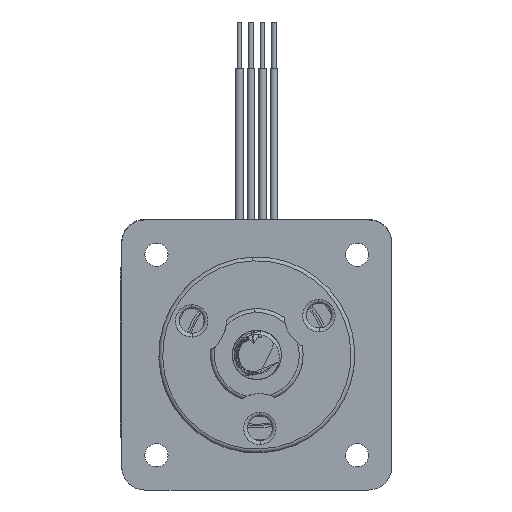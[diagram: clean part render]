
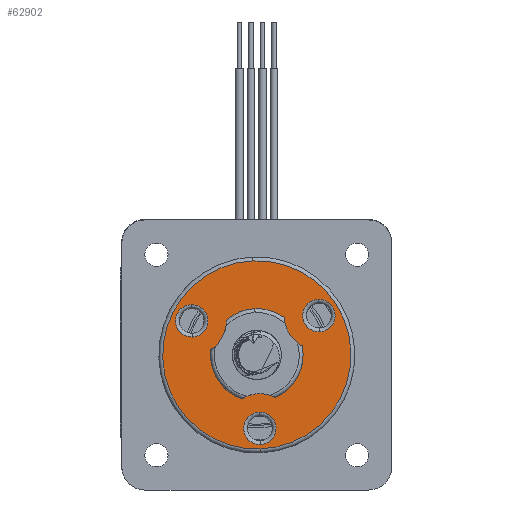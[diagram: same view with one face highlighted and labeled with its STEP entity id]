
A CAD part, front view. The second image highlights one B-rep face of the part: STEP entity #62902.
In plain terms, the highlighted face is planar.
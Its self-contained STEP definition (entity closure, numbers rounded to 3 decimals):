
#474 = EDGE_LOOP ( 'NONE', ( #67698, #50450, #43254, #62409, #3662, #24916, #2980 ) ) ;
#1074 = AXIS2_PLACEMENT_3D ( 'NONE', #42250, #26691, #62320 ) ;
#1338 = EDGE_LOOP ( 'NONE', ( #43620, #11577 ) ) ;
#1781 = VERTEX_POINT ( 'NONE', #39122 ) ;
#1859 = DIRECTION ( 'NONE',  ( 0., 0., 1. ) ) ;
#2098 = DIRECTION ( 'NONE',  ( 0., -1., 0. ) ) ;
#2413 = AXIS2_PLACEMENT_3D ( 'NONE', #54860, #55868, #2950 ) ;
#2950 = DIRECTION ( 'NONE',  ( 0., 0., 1. ) ) ;
#2980 = ORIENTED_EDGE ( 'NONE', *, *, #19770, .T. ) ;
#3662 = ORIENTED_EDGE ( 'NONE', *, *, #28877, .T. ) ;
#3724 = AXIS2_PLACEMENT_3D ( 'NONE', #19609, #68044, #14763 ) ;
#4591 = CARTESIAN_POINT ( 'NONE',  ( 0., 3.8, 0. ) ) ;
#4658 = DIRECTION ( 'NONE',  ( 0., 1., 0. ) ) ;
#4825 = CARTESIAN_POINT ( 'NONE',  ( 0., 3.8, -12.2 ) ) ;
#5698 = EDGE_CURVE ( 'NONE', #52243, #64469, #67977, .T. ) ;
#6201 = CIRCLE ( 'NONE', #19560, 2.1 ) ;
#6377 = CARTESIAN_POINT ( 'NONE',  ( 0., 3.8, -9.525 ) ) ;
#7299 = EDGE_LOOP ( 'NONE', ( #49004, #30951 ) ) ;
#7657 = DIRECTION ( 'NONE',  ( 0., 1., 0. ) ) ;
#8383 = CIRCLE ( 'NONE', #44809, 2.1 ) ;
#8702 = DIRECTION ( 'NONE',  ( 0., 1., 0. ) ) ;
#9046 = FACE_BOUND ( 'NONE', #34366, .T. ) ;
#10166 = CIRCLE ( 'NONE', #2413, 6. ) ;
#10332 = CARTESIAN_POINT ( 'NONE',  ( -5.931, 3.8, 0.905 ) ) ;
#11456 = DIRECTION ( 'NONE',  ( 0., 0., 1. ) ) ;
#11577 = ORIENTED_EDGE ( 'NONE', *, *, #18847, .T. ) ;
#12091 = CIRCLE ( 'NONE', #19824, 2.1 ) ;
#12270 = AXIS2_PLACEMENT_3D ( 'NONE', #18005, #66052, #49813 ) ;
#12875 = CARTESIAN_POINT ( 'NONE',  ( -8.249, 3.8, 4.763 ) ) ;
#13048 = AXIS2_PLACEMENT_3D ( 'NONE', #28066, #7657, #28743 ) ;
#13433 = ORIENTED_EDGE ( 'NONE', *, *, #50952, .T. ) ;
#13484 = CARTESIAN_POINT ( 'NONE',  ( 0., 3.8, 0. ) ) ;
#13939 = DIRECTION ( 'NONE',  ( 0., 0., 1. ) ) ;
#14228 = DIRECTION ( 'NONE',  ( 1., 0., 0. ) ) ;
#14479 = DIRECTION ( 'NONE',  ( 0., 1., 0. ) ) ;
#14763 = DIRECTION ( 'NONE',  ( 0., 0., 1. ) ) ;
#15388 = VERTEX_POINT ( 'NONE', #10332 ) ;
#15754 = VERTEX_POINT ( 'NONE', #18245 ) ;
#15979 = DIRECTION ( 'NONE',  ( 0., -1., 0. ) ) ;
#16096 = EDGE_LOOP ( 'NONE', ( #43367, #13433 ) ) ;
#18005 = CARTESIAN_POINT ( 'NONE',  ( 0., 3.8, -9.525 ) ) ;
#18245 = CARTESIAN_POINT ( 'NONE',  ( 2.182, 3.8, -5.589 ) ) ;
#18254 = AXIS2_PLACEMENT_3D ( 'NONE', #37419, #15979, #26362 ) ;
#18337 = AXIS2_PLACEMENT_3D ( 'NONE', #12875, #33640, #23596 ) ;
#18847 = EDGE_CURVE ( 'NONE', #64469, #52243, #12091, .T. ) ;
#19035 = VERTEX_POINT ( 'NONE', #59363 ) ;
#19093 = CARTESIAN_POINT ( 'NONE',  ( 0., 3.8, 0. ) ) ;
#19560 = AXIS2_PLACEMENT_3D ( 'NONE', #45609, #40754, #24856 ) ;
#19609 = CARTESIAN_POINT ( 'NONE',  ( 0., 3.8, -9.525 ) ) ;
#19770 = EDGE_CURVE ( 'NONE', #62509, #57831, #36425, .T. ) ;
#19824 = AXIS2_PLACEMENT_3D ( 'NONE', #32889, #2098, #11456 ) ;
#20331 = AXIS2_PLACEMENT_3D ( 'NONE', #30938, #4658, #25053 ) ;
#20769 = CIRCLE ( 'NONE', #34013, 12.2 ) ;
#22447 = EDGE_CURVE ( 'NONE', #53105, #39732, #20769, .T. ) ;
#22473 = CARTESIAN_POINT ( 'NONE',  ( 0., 3.8, -5.025 ) ) ;
#23596 = DIRECTION ( 'NONE',  ( 0., 0., 1. ) ) ;
#23861 = CARTESIAN_POINT ( 'NONE',  ( -2.182, 3.8, -5.589 ) ) ;
#24279 = FACE_BOUND ( 'NONE', #1338, .T. ) ;
#24548 = CARTESIAN_POINT ( 'NONE',  ( 8.249, 3.8, 2.662 ) ) ;
#24615 = DIRECTION ( 'NONE',  ( 0., 1., 0. ) ) ;
#24856 = DIRECTION ( 'NONE',  ( 0., 0., 1. ) ) ;
#24916 = ORIENTED_EDGE ( 'NONE', *, *, #37424, .F. ) ;
#25053 = DIRECTION ( 'NONE',  ( 0., 0., 1. ) ) ;
#25634 = DIRECTION ( 'NONE',  ( 0., 0., 1. ) ) ;
#25888 = ORIENTED_EDGE ( 'NONE', *, *, #61555, .T. ) ;
#26362 = DIRECTION ( 'NONE',  ( 0., 0., 1. ) ) ;
#26691 = DIRECTION ( 'NONE',  ( 0., 1., 0. ) ) ;
#27019 = VERTEX_POINT ( 'NONE', #56151 ) ;
#28066 = CARTESIAN_POINT ( 'NONE',  ( -8.249, 3.8, 4.763 ) ) ;
#28743 = DIRECTION ( 'NONE',  ( 0., 0., 1. ) ) ;
#28877 = EDGE_CURVE ( 'NONE', #57308, #15754, #61116, .T. ) ;
#29148 = VERTEX_POINT ( 'NONE', #29715 ) ;
#29715 = CARTESIAN_POINT ( 'NONE',  ( -3.75, 3.8, 4.684 ) ) ;
#30285 = VERTEX_POINT ( 'NONE', #23861 ) ;
#30758 = CIRCLE ( 'NONE', #56195, 6. ) ;
#30938 = CARTESIAN_POINT ( 'NONE',  ( 0., 3.8, 0. ) ) ;
#30951 = ORIENTED_EDGE ( 'NONE', *, *, #42498, .T. ) ;
#31408 = CIRCLE ( 'NONE', #47933, 6. ) ;
#32543 = ORIENTED_EDGE ( 'NONE', *, *, #46310, .T. ) ;
#32828 = EDGE_CURVE ( 'NONE', #30285, #57308, #40161, .T. ) ;
#32889 = CARTESIAN_POINT ( 'NONE',  ( 8.249, 3.8, 4.762 ) ) ;
#33640 = DIRECTION ( 'NONE',  ( 0., -1., 0. ) ) ;
#34013 = AXIS2_PLACEMENT_3D ( 'NONE', #13484, #14479, #56682 ) ;
#34366 = EDGE_LOOP ( 'NONE', ( #25888, #32543 ) ) ;
#34982 = CARTESIAN_POINT ( 'NONE',  ( 0., 3.8, -11.625 ) ) ;
#36425 = CIRCLE ( 'NONE', #1074, 4.5 ) ;
#37419 = CARTESIAN_POINT ( 'NONE',  ( 8.249, 3.8, 4.762 ) ) ;
#37424 = EDGE_CURVE ( 'NONE', #62509, #15754, #10166, .T. ) ;
#39122 = CARTESIAN_POINT ( 'NONE',  ( -8.249, 3.8, 2.662 ) ) ;
#39732 = VERTEX_POINT ( 'NONE', #4825 ) ;
#39847 = CIRCLE ( 'NONE', #12270, 2.1 ) ;
#40161 = CIRCLE ( 'NONE', #3724, 4.5 ) ;
#40754 = DIRECTION ( 'NONE',  ( 0., -1., 0. ) ) ;
#41568 = DIRECTION ( 'NONE',  ( 0., 1., 0. ) ) ;
#42250 = CARTESIAN_POINT ( 'NONE',  ( 8.249, 3.8, 4.762 ) ) ;
#42251 = CARTESIAN_POINT ( 'NONE',  ( 0., 3.8, 0. ) ) ;
#42447 = CIRCLE ( 'NONE', #20331, 12.2 ) ;
#42498 = EDGE_CURVE ( 'NONE', #39732, #53105, #42447, .T. ) ;
#42583 = DIRECTION ( 'NONE',  ( 0., 0., 1. ) ) ;
#42850 = EDGE_CURVE ( 'NONE', #29148, #57831, #31408, .T. ) ;
#43254 = ORIENTED_EDGE ( 'NONE', *, *, #56549, .F. ) ;
#43367 = ORIENTED_EDGE ( 'NONE', *, *, #50495, .T. ) ;
#43620 = ORIENTED_EDGE ( 'NONE', *, *, #5698, .T. ) ;
#43705 = DIRECTION ( 'NONE',  ( 0., -1., 0. ) ) ;
#44809 = AXIS2_PLACEMENT_3D ( 'NONE', #6377, #43705, #1859 ) ;
#45609 = CARTESIAN_POINT ( 'NONE',  ( -8.249, 3.8, 4.763 ) ) ;
#46036 = FACE_BOUND ( 'NONE', #16096, .T. ) ;
#46310 = EDGE_CURVE ( 'NONE', #59373, #27019, #8383, .T. ) ;
#46504 = AXIS2_PLACEMENT_3D ( 'NONE', #19093, #24615, #14228 ) ;
#47933 = AXIS2_PLACEMENT_3D ( 'NONE', #42251, #63022, #42583 ) ;
#49004 = ORIENTED_EDGE ( 'NONE', *, *, #22447, .T. ) ;
#49813 = DIRECTION ( 'NONE',  ( 0., 0., 1. ) ) ;
#50450 = ORIENTED_EDGE ( 'NONE', *, *, #67361, .T. ) ;
#50495 = EDGE_CURVE ( 'NONE', #19035, #1781, #54780, .T. ) ;
#50889 = FACE_BOUND ( 'NONE', #474, .T. ) ;
#50952 = EDGE_CURVE ( 'NONE', #1781, #19035, #6201, .T. ) ;
#51563 = FACE_OUTER_BOUND ( 'NONE', #7299, .T. ) ;
#52243 = VERTEX_POINT ( 'NONE', #55918 ) ;
#52314 = AXIS2_PLACEMENT_3D ( 'NONE', #67475, #8702, #25634 ) ;
#53105 = VERTEX_POINT ( 'NONE', #57468 ) ;
#54780 = CIRCLE ( 'NONE', #18337, 2.1 ) ;
#54860 = CARTESIAN_POINT ( 'NONE',  ( 0., 3.8, 0. ) ) ;
#55868 = DIRECTION ( 'NONE',  ( 0., 1., 0. ) ) ;
#55918 = CARTESIAN_POINT ( 'NONE',  ( 8.249, 3.8, 6.863 ) ) ;
#56151 = CARTESIAN_POINT ( 'NONE',  ( 0., 3.8, -7.425 ) ) ;
#56195 = AXIS2_PLACEMENT_3D ( 'NONE', #4591, #41568, #13939 ) ;
#56549 = EDGE_CURVE ( 'NONE', #30285, #15388, #30758, .T. ) ;
#56682 = DIRECTION ( 'NONE',  ( 0., 0., 1. ) ) ;
#57308 = VERTEX_POINT ( 'NONE', #22473 ) ;
#57468 = CARTESIAN_POINT ( 'NONE',  ( 0., 3.8, 12.2 ) ) ;
#57831 = VERTEX_POINT ( 'NONE', #66854 ) ;
#58338 = CIRCLE ( 'NONE', #13048, 4.5 ) ;
#59363 = CARTESIAN_POINT ( 'NONE',  ( -8.249, 3.8, 6.863 ) ) ;
#59373 = VERTEX_POINT ( 'NONE', #34982 ) ;
#61116 = CIRCLE ( 'NONE', #52314, 4.5 ) ;
#61555 = EDGE_CURVE ( 'NONE', #27019, #59373, #39847, .T. ) ;
#62045 = CARTESIAN_POINT ( 'NONE',  ( 5.931, 3.8, 0.905 ) ) ;
#62320 = DIRECTION ( 'NONE',  ( 0., 0., 1. ) ) ;
#62409 = ORIENTED_EDGE ( 'NONE', *, *, #32828, .T. ) ;
#62509 = VERTEX_POINT ( 'NONE', #62045 ) ;
#62902 = ADVANCED_FACE ( 'NONE', ( #50889, #46036, #9046, #24279, #51563 ), #66472, .T. ) ;
#63022 = DIRECTION ( 'NONE',  ( 0., 1., 0. ) ) ;
#64469 = VERTEX_POINT ( 'NONE', #24548 ) ;
#66052 = DIRECTION ( 'NONE',  ( 0., -1., 0. ) ) ;
#66472 = PLANE ( 'NONE',  #46504 ) ;
#66854 = CARTESIAN_POINT ( 'NONE',  ( 3.75, 3.8, 4.684 ) ) ;
#67361 = EDGE_CURVE ( 'NONE', #29148, #15388, #58338, .T. ) ;
#67475 = CARTESIAN_POINT ( 'NONE',  ( 0., 3.8, -9.525 ) ) ;
#67698 = ORIENTED_EDGE ( 'NONE', *, *, #42850, .F. ) ;
#67977 = CIRCLE ( 'NONE', #18254, 2.1 ) ;
#68044 = DIRECTION ( 'NONE',  ( 0., 1., 0. ) ) ;
